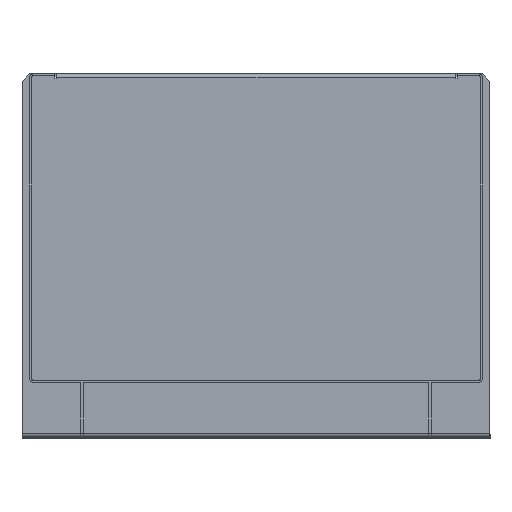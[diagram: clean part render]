
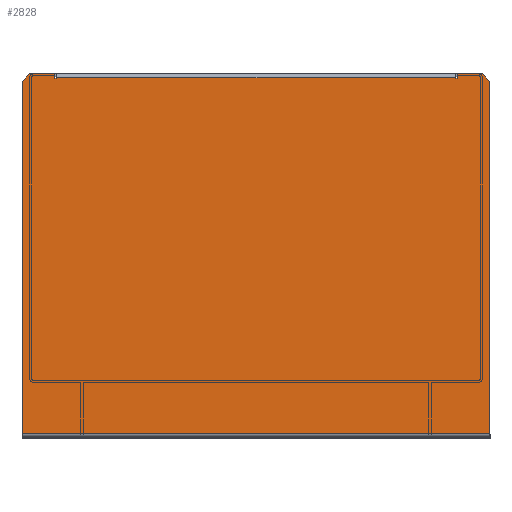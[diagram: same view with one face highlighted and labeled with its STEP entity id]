
A CAD part, top view. The second image highlights one B-rep face of the part: STEP entity #2828.
In plain terms, the highlighted planar face has unit normal (0, 0, 1).
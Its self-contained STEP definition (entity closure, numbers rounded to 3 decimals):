
#832=ORIENTED_EDGE('',*,*,#1343,.T.);
#833=ORIENTED_EDGE('',*,*,#1344,.T.);
#834=ORIENTED_EDGE('',*,*,#1345,.F.);
#835=ORIENTED_EDGE('',*,*,#1176,.T.);
#836=ORIENTED_EDGE('',*,*,#1346,.T.);
#837=ORIENTED_EDGE('',*,*,#1347,.T.);
#838=ORIENTED_EDGE('',*,*,#1348,.F.);
#839=ORIENTED_EDGE('',*,*,#1349,.T.);
#840=ORIENTED_EDGE('',*,*,#1350,.T.);
#841=ORIENTED_EDGE('',*,*,#1351,.F.);
#842=ORIENTED_EDGE('',*,*,#1352,.F.);
#843=ORIENTED_EDGE('',*,*,#1188,.T.);
#844=ORIENTED_EDGE('',*,*,#1342,.T.);
#845=ORIENTED_EDGE('',*,*,#1339,.F.);
#1176=EDGE_CURVE('',#1546,#1545,#1796,.T.);
#1188=EDGE_CURVE('',#1554,#1553,#1808,.T.);
#1339=EDGE_CURVE('',#1632,#1633,#1917,.T.);
#1342=EDGE_CURVE('',#1553,#1633,#1920,.T.);
#1343=EDGE_CURVE('',#1632,#1634,#1921,.T.);
#1344=EDGE_CURVE('',#1634,#1635,#1922,.T.);
#1345=EDGE_CURVE('',#1546,#1635,#1923,.T.);
#1346=EDGE_CURVE('',#1545,#1636,#1924,.T.);
#1347=EDGE_CURVE('',#1636,#1637,#1925,.T.);
#1348=EDGE_CURVE('',#1626,#1637,#1926,.T.);
#1349=EDGE_CURVE('',#1626,#1625,#1927,.T.);
#1350=EDGE_CURVE('',#1625,#1638,#1928,.T.);
#1351=EDGE_CURVE('',#1639,#1638,#1929,.T.);
#1352=EDGE_CURVE('',#1554,#1639,#1930,.T.);
#1545=VERTEX_POINT('',#4312);
#1546=VERTEX_POINT('',#4314);
#1553=VERTEX_POINT('',#4332);
#1554=VERTEX_POINT('',#4334);
#1625=VERTEX_POINT('',#4599);
#1626=VERTEX_POINT('',#4604);
#1632=VERTEX_POINT('',#4622);
#1633=VERTEX_POINT('',#4624);
#1634=VERTEX_POINT('',#4632);
#1635=VERTEX_POINT('',#4634);
#1636=VERTEX_POINT('',#4637);
#1637=VERTEX_POINT('',#4639);
#1638=VERTEX_POINT('',#4643);
#1639=VERTEX_POINT('',#4645);
#1796=LINE('',#4313,#2104);
#1808=LINE('',#4333,#2116);
#1917=LINE('',#4623,#2225);
#1920=LINE('',#4629,#2228);
#1921=LINE('',#4631,#2229);
#1922=LINE('',#4633,#2230);
#1923=LINE('',#4635,#2231);
#1924=LINE('',#4636,#2232);
#1925=LINE('',#4638,#2233);
#1926=LINE('',#4640,#2234);
#1927=LINE('',#4641,#2235);
#1928=LINE('',#4642,#2236);
#1929=LINE('',#4644,#2237);
#1930=LINE('',#4646,#2238);
#2104=VECTOR('',#3463,1000.);
#2116=VECTOR('',#3475,1000.);
#2225=VECTOR('',#3788,1000.);
#2228=VECTOR('',#3795,1000.);
#2229=VECTOR('',#3798,1000.);
#2230=VECTOR('',#3799,1000.);
#2231=VECTOR('',#3800,1000.);
#2232=VECTOR('',#3801,1000.);
#2233=VECTOR('',#3802,1000.);
#2234=VECTOR('',#3803,1000.);
#2235=VECTOR('',#3804,1000.);
#2236=VECTOR('',#3805,1000.);
#2237=VECTOR('',#3806,1000.);
#2238=VECTOR('',#3807,1000.);
#2410=EDGE_LOOP('',(#832,#833,#834,#835,#836,#837,#838,#839,#840,#841,#842,
#843,#844,#845));
#2584=FACE_BOUND('',#2410,.T.);
#2696=PLANE('',#3078);
#2828=ADVANCED_FACE('',(#2584),#2696,.T.);
#3078=AXIS2_PLACEMENT_3D('',#4630,#3796,#3797);
#3463=DIRECTION('',(-1.,0.,0.));
#3475=DIRECTION('',(-1.,0.,0.));
#3788=DIRECTION('',(0.,1.,0.));
#3795=DIRECTION('',(-0.707,-0.707,0.));
#3796=DIRECTION('',(0.,0.,1.));
#3797=DIRECTION('',(0.,1.,0.));
#3798=DIRECTION('',(1.,0.,0.));
#3799=DIRECTION('',(0.,1.,0.));
#3800=DIRECTION('',(0.707,-0.707,0.));
#3801=DIRECTION('',(0.,-1.,0.));
#3802=DIRECTION('',(-1.,0.,0.));
#3803=DIRECTION('',(0.,-1.,0.));
#3804=DIRECTION('',(-1.,0.,0.));
#3805=DIRECTION('',(0.,-1.,0.));
#3806=DIRECTION('',(1.,0.,0.));
#3807=DIRECTION('',(0.,-1.,0.));
#4312=CARTESIAN_POINT('',(-61.342,226.018,598.));
#4313=CARTESIAN_POINT('',(-35.842,226.018,598.));
#4314=CARTESIAN_POINT('',(-35.842,226.018,598.));
#4332=CARTESIAN_POINT('',(-490.842,226.018,598.));
#4333=CARTESIAN_POINT('',(-465.342,226.018,598.));
#4334=CARTESIAN_POINT('',(-465.342,226.018,598.));
#4599=CARTESIAN_POINT('',(-463.342,222.018,598.));
#4604=CARTESIAN_POINT('',(-63.342,222.018,598.));
#4622=CARTESIAN_POINT('',(-498.342,-134.982,598.));
#4623=CARTESIAN_POINT('',(-498.342,-134.982,598.));
#4624=CARTESIAN_POINT('',(-498.342,218.518,598.));
#4629=CARTESIAN_POINT('',(-490.842,226.018,598.));
#4630=CARTESIAN_POINT('',(-28.342,-138.982,598.));
#4631=CARTESIAN_POINT('',(-498.342,-134.982,598.));
#4632=CARTESIAN_POINT('',(-28.342,-134.982,598.));
#4633=CARTESIAN_POINT('',(-28.342,-134.982,598.));
#4634=CARTESIAN_POINT('',(-28.342,218.518,598.));
#4635=CARTESIAN_POINT('',(-35.842,226.018,598.));
#4636=CARTESIAN_POINT('',(-61.342,226.018,598.));
#4637=CARTESIAN_POINT('',(-61.342,221.518,598.));
#4638=CARTESIAN_POINT('',(-61.342,221.518,598.));
#4639=CARTESIAN_POINT('',(-63.342,221.518,598.));
#4640=CARTESIAN_POINT('',(-63.342,222.018,598.));
#4641=CARTESIAN_POINT('',(-63.342,222.018,598.));
#4642=CARTESIAN_POINT('',(-463.342,222.018,598.));
#4643=CARTESIAN_POINT('',(-463.342,221.518,598.));
#4644=CARTESIAN_POINT('',(-465.342,221.518,598.));
#4645=CARTESIAN_POINT('',(-465.342,221.518,598.));
#4646=CARTESIAN_POINT('',(-465.342,226.018,598.));
